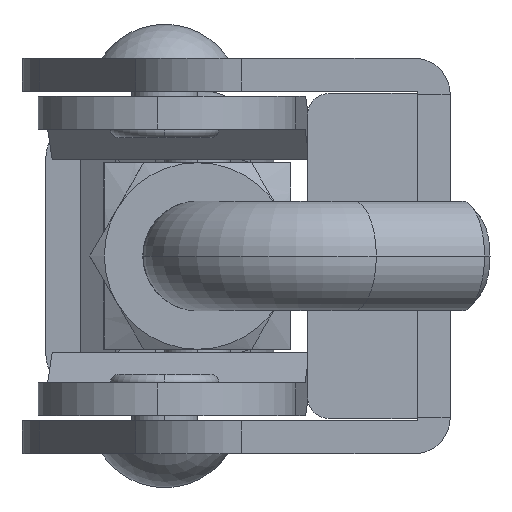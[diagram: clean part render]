
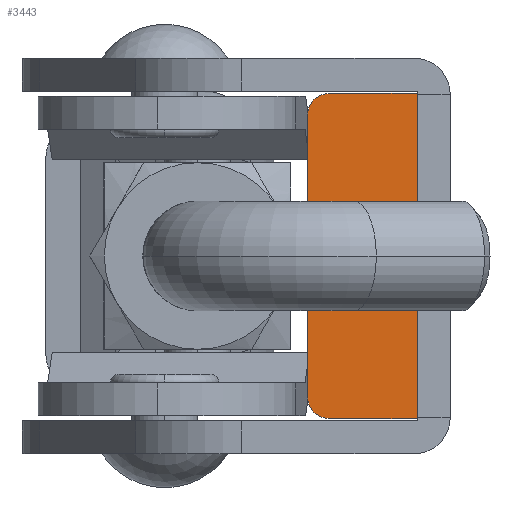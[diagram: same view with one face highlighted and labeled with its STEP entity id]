
A CAD part, left-side view. The second image highlights one B-rep face of the part: STEP entity #3443.
In plain terms, the highlighted planar face has unit normal (-1, 0, 0).
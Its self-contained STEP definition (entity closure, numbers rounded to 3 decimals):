
#141 = CARTESIAN_POINT ( 'NONE',  ( 20.4, 11., 14.8 ) ) ;
#215 = AXIS2_PLACEMENT_3D ( 'NONE', #2591, #7770, #3343 ) ;
#274 = DIRECTION ( 'NONE',  ( 0., -1., 0. ) ) ;
#318 = DIRECTION ( 'NONE',  ( 0., 1., 0. ) ) ;
#391 = PLANE ( 'NONE',  #1363 ) ;
#445 = VERTEX_POINT ( 'NONE', #5051 ) ;
#1027 = VERTEX_POINT ( 'NONE', #1707 ) ;
#1123 = DIRECTION ( 'NONE',  ( 0., 1., 0. ) ) ;
#1132 = CARTESIAN_POINT ( 'NONE',  ( 20.4, 3., 14.8 ) ) ;
#1320 = ORIENTED_EDGE ( 'NONE', *, *, #4508, .T. ) ;
#1329 = EDGE_CURVE ( 'NONE', #2716, #8631, #1759, .T. ) ;
#1347 = ORIENTED_EDGE ( 'NONE', *, *, #2015, .T. ) ;
#1363 = AXIS2_PLACEMENT_3D ( 'NONE', #6309, #5597, #1123 ) ;
#1389 = CIRCLE ( 'NONE', #6641, 2. ) ;
#1434 = ORIENTED_EDGE ( 'NONE', *, *, #7469, .T. ) ;
#1707 = CARTESIAN_POINT ( 'NONE',  ( 20.4, 11., -14.8 ) ) ;
#1759 = LINE ( 'NONE', #7574, #5509 ) ;
#2015 = EDGE_CURVE ( 'NONE', #8631, #445, #1389, .T. ) ;
#2436 = EDGE_CURVE ( 'NONE', #8047, #2617, #6400, .T. ) ;
#2532 = CIRCLE ( 'NONE', #215, 2. ) ;
#2591 = CARTESIAN_POINT ( 'NONE',  ( 20.4, 11., -12.8 ) ) ;
#2601 = VECTOR ( 'NONE', #4745, 1000. ) ;
#2617 = VERTEX_POINT ( 'NONE', #4173 ) ;
#2716 = VERTEX_POINT ( 'NONE', #8212 ) ;
#2812 = LINE ( 'NONE', #6220, #2601 ) ;
#2853 = VERTEX_POINT ( 'NONE', #1132 ) ;
#2889 = CARTESIAN_POINT ( 'NONE',  ( 20.4, 3., -14.8 ) ) ;
#3062 = EDGE_LOOP ( 'NONE', ( #8743, #1320, #6850, #7191, #1434, #8903, #5036, #1347 ) ) ;
#3120 = VECTOR ( 'NONE', #274, 1000. ) ;
#3127 = FACE_OUTER_BOUND ( 'NONE', #3062, .T. ) ;
#3188 = DIRECTION ( 'NONE',  ( 0., 1., 0. ) ) ;
#3214 = CARTESIAN_POINT ( 'NONE',  ( 20.4, 3., -14.8 ) ) ;
#3259 = CARTESIAN_POINT ( 'NONE',  ( 20.4, 3.1, -14.8 ) ) ;
#3343 = DIRECTION ( 'NONE',  ( 0., 1., 0. ) ) ;
#3419 = DIRECTION ( 'NONE',  ( -1., 0., 0. ) ) ;
#3443 = ADVANCED_FACE ( 'NONE', ( #3127 ), #391, .F. ) ;
#3738 = LINE ( 'NONE', #8480, #7450 ) ;
#4173 = CARTESIAN_POINT ( 'NONE',  ( 20.4, 3.1, -14.8 ) ) ;
#4209 = EDGE_CURVE ( 'NONE', #1027, #2617, #7081, .T. ) ;
#4247 = CARTESIAN_POINT ( 'NONE',  ( 20.4, 13., -14.8 ) ) ;
#4508 = EDGE_CURVE ( 'NONE', #5996, #1027, #2532, .T. ) ;
#4685 = EDGE_CURVE ( 'NONE', #445, #5996, #7850, .T. ) ;
#4745 = DIRECTION ( 'NONE',  ( 0., -1., 0. ) ) ;
#5036 = ORIENTED_EDGE ( 'NONE', *, *, #1329, .T. ) ;
#5051 = CARTESIAN_POINT ( 'NONE',  ( 20.4, 13., 12.8 ) ) ;
#5509 = VECTOR ( 'NONE', #6161, 1000. ) ;
#5597 = DIRECTION ( 'NONE',  ( 1., 0., 0. ) ) ;
#5762 = DIRECTION ( 'NONE',  ( 0., 0., -1. ) ) ;
#5913 = VECTOR ( 'NONE', #5762, 1000. ) ;
#5996 = VERTEX_POINT ( 'NONE', #7534 ) ;
#6161 = DIRECTION ( 'NONE',  ( 0., 1., 0. ) ) ;
#6217 = EDGE_CURVE ( 'NONE', #2716, #2853, #2812, .T. ) ;
#6220 = CARTESIAN_POINT ( 'NONE',  ( 20.4, 3.1, 14.8 ) ) ;
#6309 = CARTESIAN_POINT ( 'NONE',  ( 20.4, 3., -14.8 ) ) ;
#6400 = LINE ( 'NONE', #3259, #8084 ) ;
#6641 = AXIS2_PLACEMENT_3D ( 'NONE', #8443, #3419, #3188 ) ;
#6850 = ORIENTED_EDGE ( 'NONE', *, *, #4209, .T. ) ;
#7081 = LINE ( 'NONE', #3214, #3120 ) ;
#7191 = ORIENTED_EDGE ( 'NONE', *, *, #2436, .F. ) ;
#7450 = VECTOR ( 'NONE', #9215, 1000. ) ;
#7469 = EDGE_CURVE ( 'NONE', #8047, #2853, #3738, .T. ) ;
#7534 = CARTESIAN_POINT ( 'NONE',  ( 20.4, 13., -12.8 ) ) ;
#7574 = CARTESIAN_POINT ( 'NONE',  ( 20.4, 13., 14.8 ) ) ;
#7770 = DIRECTION ( 'NONE',  ( -1., 0., 0. ) ) ;
#7850 = LINE ( 'NONE', #4247, #5913 ) ;
#8047 = VERTEX_POINT ( 'NONE', #2889 ) ;
#8084 = VECTOR ( 'NONE', #318, 1000. ) ;
#8212 = CARTESIAN_POINT ( 'NONE',  ( 20.4, 3.1, 14.8 ) ) ;
#8443 = CARTESIAN_POINT ( 'NONE',  ( 20.4, 11., 12.8 ) ) ;
#8480 = CARTESIAN_POINT ( 'NONE',  ( 20.4, 3., -15. ) ) ;
#8631 = VERTEX_POINT ( 'NONE', #141 ) ;
#8743 = ORIENTED_EDGE ( 'NONE', *, *, #4685, .T. ) ;
#8903 = ORIENTED_EDGE ( 'NONE', *, *, #6217, .F. ) ;
#9215 = DIRECTION ( 'NONE',  ( 0., 0., 1. ) ) ;
